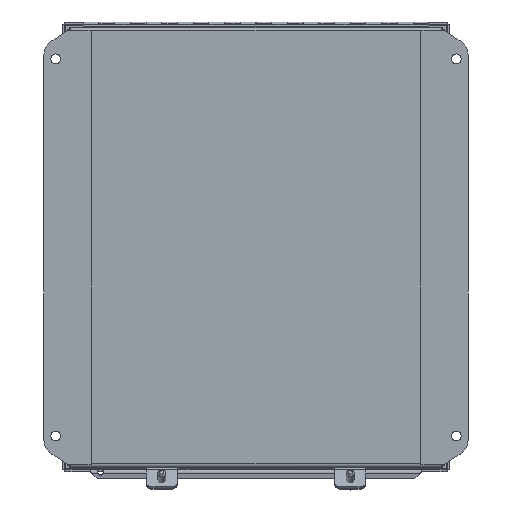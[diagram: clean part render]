
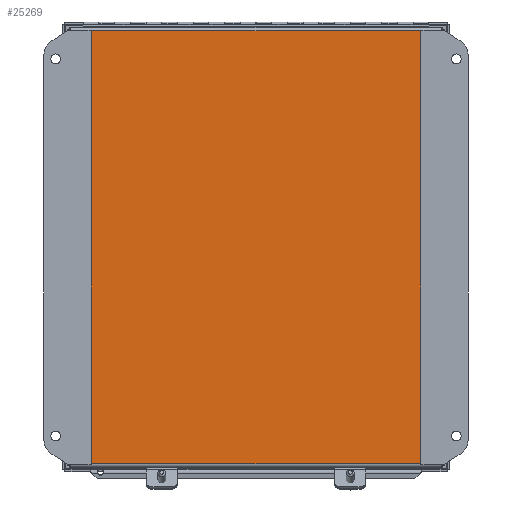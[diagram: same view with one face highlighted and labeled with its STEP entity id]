
A CAD part, left-side view. The second image highlights one B-rep face of the part: STEP entity #25269.
In plain terms, the highlighted face is planar.
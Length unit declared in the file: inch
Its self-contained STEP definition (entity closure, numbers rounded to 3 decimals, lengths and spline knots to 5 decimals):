
#2265 = CARTESIAN_POINT ( 'NONE',  ( 6.892, 0., 5.892 ) ) ;
#2555 = CARTESIAN_POINT ( 'NONE',  ( -6.892, 0., 5.892 ) ) ;
#3063 = EDGE_CURVE ( 'NONE', #39604, #38901, #25578, .T. ) ;
#3329 = VERTEX_POINT ( 'NONE', #10452 ) ;
#4704 = VERTEX_POINT ( 'NONE', #35668 ) ;
#5956 = DIRECTION ( 'NONE',  ( 1., 0., 0. ) ) ;
#7249 = DIRECTION ( 'NONE',  ( 0., -1., 0. ) ) ;
#7285 = CARTESIAN_POINT ( 'NONE',  ( 6.892, 0., 5.892 ) ) ;
#8662 = VECTOR ( 'NONE', #33736, 39.37008 ) ;
#10330 = EDGE_CURVE ( 'NONE', #4704, #3329, #13199, .T. ) ;
#10452 = CARTESIAN_POINT ( 'NONE',  ( -6.892, 0., -5.892 ) ) ;
#11457 = LINE ( 'NONE', #33462, #22234 ) ;
#11947 = EDGE_LOOP ( 'NONE', ( #38228, #32212, #17727, #38751 ) ) ;
#13199 = LINE ( 'NONE', #21472, #39049 ) ;
#17248 = VECTOR ( 'NONE', #30847, 39.37008 ) ;
#17727 = ORIENTED_EDGE ( 'NONE', *, *, #23531, .F. ) ;
#21472 = CARTESIAN_POINT ( 'NONE',  ( -6.892, 0., -5.892 ) ) ;
#21885 = AXIS2_PLACEMENT_3D ( 'NONE', #32547, #7249, #29699 ) ;
#22234 = VECTOR ( 'NONE', #5956, 39.37008 ) ;
#23531 = EDGE_CURVE ( 'NONE', #38901, #4704, #24350, .T. ) ;
#24350 = LINE ( 'NONE', #2555, #8662 ) ;
#24761 = CARTESIAN_POINT ( 'NONE',  ( 6.892, 0., -5.892 ) ) ;
#25269 = ADVANCED_FACE ( 'NONE', ( #27961 ), #32419, .F. ) ;
#25578 = LINE ( 'NONE', #2265, #17248 ) ;
#26402 = EDGE_CURVE ( 'NONE', #3329, #39604, #11457, .T. ) ;
#27961 = FACE_OUTER_BOUND ( 'NONE', #11947, .T. ) ;
#29699 = DIRECTION ( 'NONE',  ( 0., 0., -1. ) ) ;
#30847 = DIRECTION ( 'NONE',  ( 0., 0., 1. ) ) ;
#32212 = ORIENTED_EDGE ( 'NONE', *, *, #10330, .F. ) ;
#32419 = PLANE ( 'NONE',  #21885 ) ;
#32547 = CARTESIAN_POINT ( 'NONE',  ( -7., 0., -6. ) ) ;
#33462 = CARTESIAN_POINT ( 'NONE',  ( 6.892, 0., -5.892 ) ) ;
#33736 = DIRECTION ( 'NONE',  ( -1., 0., 0. ) ) ;
#35668 = CARTESIAN_POINT ( 'NONE',  ( -6.892, 0., 5.892 ) ) ;
#36583 = DIRECTION ( 'NONE',  ( 0., 0., -1. ) ) ;
#38228 = ORIENTED_EDGE ( 'NONE', *, *, #26402, .F. ) ;
#38751 = ORIENTED_EDGE ( 'NONE', *, *, #3063, .F. ) ;
#38901 = VERTEX_POINT ( 'NONE', #7285 ) ;
#39049 = VECTOR ( 'NONE', #36583, 39.37008 ) ;
#39604 = VERTEX_POINT ( 'NONE', #24761 ) ;
